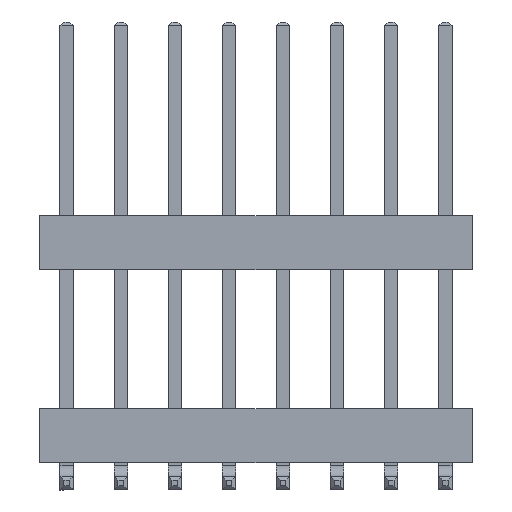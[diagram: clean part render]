
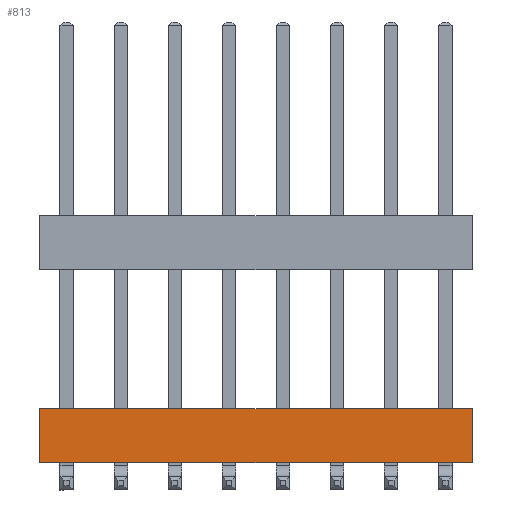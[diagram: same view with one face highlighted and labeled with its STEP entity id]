
A CAD part, top view. The second image highlights one B-rep face of the part: STEP entity #813.
In plain terms, the highlighted planar face has unit normal (0, 0, 1).
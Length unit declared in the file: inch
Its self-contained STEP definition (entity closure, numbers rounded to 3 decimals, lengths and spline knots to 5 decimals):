
#813 = ADVANCED_FACE( '', ( #1987 ), #1988, .F. );
#1987 = FACE_OUTER_BOUND( '', #3599, .T. );
#1988 = PLANE( '', #3600 );
#3599 = EDGE_LOOP( '', ( #5848, #5849, #5850, #5851 ) );
#3600 = AXIS2_PLACEMENT_3D( '', #5852, #5853, #5854 );
#5848 = ORIENTED_EDGE( '', *, *, #10004, .T. );
#5849 = ORIENTED_EDGE( '', *, *, #10005, .F. );
#5850 = ORIENTED_EDGE( '', *, *, #10006, .F. );
#5851 = ORIENTED_EDGE( '', *, *, #9728, .T. );
#5852 = CARTESIAN_POINT( '', ( -0.4, 0.1, 0.1 ) );
#5853 = DIRECTION( '', ( 0., 0., -1. ) );
#5854 = DIRECTION( '', ( -1., 0., 0. ) );
#9728 = EDGE_CURVE( '', #11759, #11757, #11760, .T. );
#10004 = EDGE_CURVE( '', #11757, #12201, #12202, .T. );
#10005 = EDGE_CURVE( '', #12203, #12201, #12204, .T. );
#10006 = EDGE_CURVE( '', #11759, #12203, #12205, .T. );
#11757 = VERTEX_POINT( '', #14603 );
#11759 = VERTEX_POINT( '', #14606 );
#11760 = LINE( '', #14607, #14608 );
#12201 = VERTEX_POINT( '', #15248 );
#12202 = LINE( '', #15249, #15250 );
#12203 = VERTEX_POINT( '', #15251 );
#12204 = LINE( '', #15252, #15253 );
#12205 = LINE( '', #15254, #15255 );
#14603 = CARTESIAN_POINT( '', ( -0.4, 0., 0.1 ) );
#14606 = CARTESIAN_POINT( '', ( -0.4, 0.1, 0.1 ) );
#14607 = CARTESIAN_POINT( '', ( -0.4, 0.1, 0.1 ) );
#14608 = VECTOR( '', #17857, 39.37008 );
#15248 = CARTESIAN_POINT( '', ( 0.4, 0., 0.1 ) );
#15249 = CARTESIAN_POINT( '', ( -0.4, 0., 0.1 ) );
#15250 = VECTOR( '', #18102, 39.37008 );
#15251 = CARTESIAN_POINT( '', ( 0.4, 0.1, 0.1 ) );
#15252 = CARTESIAN_POINT( '', ( 0.4, 0.1, 0.1 ) );
#15253 = VECTOR( '', #18103, 39.37008 );
#15254 = CARTESIAN_POINT( '', ( -0.4, 0.1, 0.1 ) );
#15255 = VECTOR( '', #18104, 39.37008 );
#17857 = DIRECTION( '', ( 0., -1., 0. ) );
#18102 = DIRECTION( '', ( 1., 0., 0. ) );
#18103 = DIRECTION( '', ( 0., -1., 0. ) );
#18104 = DIRECTION( '', ( 1., 0., 0. ) );
